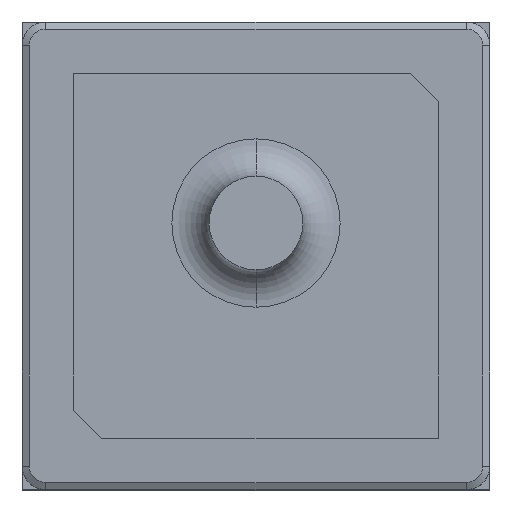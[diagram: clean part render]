
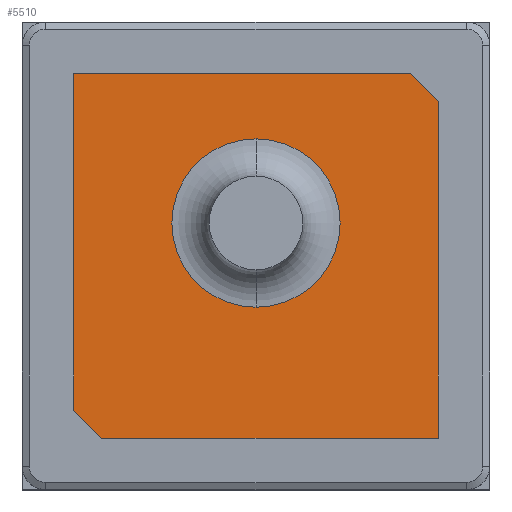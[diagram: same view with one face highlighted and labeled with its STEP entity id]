
A CAD part, top view. The second image highlights one B-rep face of the part: STEP entity #5510.
In plain terms, the highlighted planar face has unit normal (0, 0, 1).
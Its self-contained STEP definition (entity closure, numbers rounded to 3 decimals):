
#5069 = PLANE('',#5070);
#5070 = AXIS2_PLACEMENT_3D('',#5071,#5072,#5073);
#5071 = CARTESIAN_POINT('',(-5.,5.,5.5));
#5072 = DIRECTION('',(0.,0.,1.));
#5073 = DIRECTION('',(0.,1.,0.));
#5250 = EDGE_CURVE('',#5251,#5253,#5255,.T.);
#5251 = VERTEX_POINT('',#5252);
#5252 = CARTESIAN_POINT('',(-3.3,-3.9,5.5));
#5253 = VERTEX_POINT('',#5254);
#5254 = CARTESIAN_POINT('',(-3.9,-3.3,5.5));
#5255 = SURFACE_CURVE('',#5256,(#5260,#5267),.PCURVE_S1.);
#5256 = LINE('',#5257,#5258);
#5257 = CARTESIAN_POINT('',(-8.6,1.4,5.5));
#5258 = VECTOR('',#5259,1.);
#5259 = DIRECTION('',(-0.707,0.707,0.)
  );
#5260 = PCURVE('',#5069,#5261);
#5261 = DEFINITIONAL_REPRESENTATION('',(#5262),#5266);
#5262 = LINE('',#5263,#5264);
#5263 = CARTESIAN_POINT('',(-3.6,3.6));
#5264 = VECTOR('',#5265,1.);
#5265 = DIRECTION('',(0.707,0.707));
#5266 = ( GEOMETRIC_REPRESENTATION_CONTEXT(2) 
PARAMETRIC_REPRESENTATION_CONTEXT() REPRESENTATION_CONTEXT('2D SPACE',''
  ) );
#5267 = PCURVE('',#5268,#5273);
#5268 = PLANE('',#5269);
#5269 = AXIS2_PLACEMENT_3D('',#5270,#5271,#5272);
#5270 = CARTESIAN_POINT('',(-5.,5.,5.5));
#5271 = DIRECTION('',(0.,0.,1.));
#5272 = DIRECTION('',(0.,1.,0.));
#5273 = DEFINITIONAL_REPRESENTATION('',(#5274),#5278);
#5274 = LINE('',#5275,#5276);
#5275 = CARTESIAN_POINT('',(-3.6,3.6));
#5276 = VECTOR('',#5277,1.);
#5277 = DIRECTION('',(0.707,0.707));
#5278 = ( GEOMETRIC_REPRESENTATION_CONTEXT(2) 
PARAMETRIC_REPRESENTATION_CONTEXT() REPRESENTATION_CONTEXT('2D SPACE',''
  ) );
#5280 = EDGE_CURVE('',#5253,#5281,#5283,.T.);
#5281 = VERTEX_POINT('',#5282);
#5282 = CARTESIAN_POINT('',(-3.9,3.9,5.5));
#5283 = SURFACE_CURVE('',#5284,(#5288,#5295),.PCURVE_S1.);
#5284 = LINE('',#5285,#5286);
#5285 = CARTESIAN_POINT('',(-3.9,5.,5.5));
#5286 = VECTOR('',#5287,1.);
#5287 = DIRECTION('',(0.,1.,0.));
#5288 = PCURVE('',#5069,#5289);
#5289 = DEFINITIONAL_REPRESENTATION('',(#5290),#5294);
#5290 = LINE('',#5291,#5292);
#5291 = CARTESIAN_POINT('',(0.,-1.1));
#5292 = VECTOR('',#5293,1.);
#5293 = DIRECTION('',(1.,0.));
#5294 = ( GEOMETRIC_REPRESENTATION_CONTEXT(2) 
PARAMETRIC_REPRESENTATION_CONTEXT() REPRESENTATION_CONTEXT('2D SPACE',''
  ) );
#5295 = PCURVE('',#5268,#5296);
#5296 = DEFINITIONAL_REPRESENTATION('',(#5297),#5301);
#5297 = LINE('',#5298,#5299);
#5298 = CARTESIAN_POINT('',(0.,-1.1));
#5299 = VECTOR('',#5300,1.);
#5300 = DIRECTION('',(1.,0.));
#5301 = ( GEOMETRIC_REPRESENTATION_CONTEXT(2) 
PARAMETRIC_REPRESENTATION_CONTEXT() REPRESENTATION_CONTEXT('2D SPACE',''
  ) );
#5303 = EDGE_CURVE('',#5281,#5304,#5306,.T.);
#5304 = VERTEX_POINT('',#5305);
#5305 = CARTESIAN_POINT('',(3.3,3.9,5.5));
#5306 = SURFACE_CURVE('',#5307,(#5311,#5318),.PCURVE_S1.);
#5307 = LINE('',#5308,#5309);
#5308 = CARTESIAN_POINT('',(-5.,3.9,5.5));
#5309 = VECTOR('',#5310,1.);
#5310 = DIRECTION('',(1.,0.,0.));
#5311 = PCURVE('',#5069,#5312);
#5312 = DEFINITIONAL_REPRESENTATION('',(#5313),#5317);
#5313 = LINE('',#5314,#5315);
#5314 = CARTESIAN_POINT('',(-1.1,0.));
#5315 = VECTOR('',#5316,1.);
#5316 = DIRECTION('',(0.,-1.));
#5317 = ( GEOMETRIC_REPRESENTATION_CONTEXT(2) 
PARAMETRIC_REPRESENTATION_CONTEXT() REPRESENTATION_CONTEXT('2D SPACE',''
  ) );
#5318 = PCURVE('',#5268,#5319);
#5319 = DEFINITIONAL_REPRESENTATION('',(#5320),#5324);
#5320 = LINE('',#5321,#5322);
#5321 = CARTESIAN_POINT('',(-1.1,0.));
#5322 = VECTOR('',#5323,1.);
#5323 = DIRECTION('',(0.,-1.));
#5324 = ( GEOMETRIC_REPRESENTATION_CONTEXT(2) 
PARAMETRIC_REPRESENTATION_CONTEXT() REPRESENTATION_CONTEXT('2D SPACE',''
  ) );
#5326 = EDGE_CURVE('',#5304,#5327,#5329,.T.);
#5327 = VERTEX_POINT('',#5328);
#5328 = CARTESIAN_POINT('',(3.9,3.3,5.5));
#5329 = SURFACE_CURVE('',#5330,(#5334,#5341),.PCURVE_S1.);
#5330 = LINE('',#5331,#5332);
#5331 = CARTESIAN_POINT('',(-1.4,8.6,5.5));
#5332 = VECTOR('',#5333,1.);
#5333 = DIRECTION('',(0.707,-0.707,0.
    ));
#5334 = PCURVE('',#5069,#5335);
#5335 = DEFINITIONAL_REPRESENTATION('',(#5336),#5340);
#5336 = LINE('',#5337,#5338);
#5337 = CARTESIAN_POINT('',(3.6,-3.6));
#5338 = VECTOR('',#5339,1.);
#5339 = DIRECTION('',(-0.707,-0.707));
#5340 = ( GEOMETRIC_REPRESENTATION_CONTEXT(2) 
PARAMETRIC_REPRESENTATION_CONTEXT() REPRESENTATION_CONTEXT('2D SPACE',''
  ) );
#5341 = PCURVE('',#5268,#5342);
#5342 = DEFINITIONAL_REPRESENTATION('',(#5343),#5347);
#5343 = LINE('',#5344,#5345);
#5344 = CARTESIAN_POINT('',(3.6,-3.6));
#5345 = VECTOR('',#5346,1.);
#5346 = DIRECTION('',(-0.707,-0.707));
#5347 = ( GEOMETRIC_REPRESENTATION_CONTEXT(2) 
PARAMETRIC_REPRESENTATION_CONTEXT() REPRESENTATION_CONTEXT('2D SPACE',''
  ) );
#5349 = EDGE_CURVE('',#5327,#5350,#5352,.T.);
#5350 = VERTEX_POINT('',#5351);
#5351 = CARTESIAN_POINT('',(3.9,-3.9,5.5));
#5352 = SURFACE_CURVE('',#5353,(#5357,#5364),.PCURVE_S1.);
#5353 = LINE('',#5354,#5355);
#5354 = CARTESIAN_POINT('',(3.9,5.,5.5));
#5355 = VECTOR('',#5356,1.);
#5356 = DIRECTION('',(0.,-1.,0.));
#5357 = PCURVE('',#5069,#5358);
#5358 = DEFINITIONAL_REPRESENTATION('',(#5359),#5363);
#5359 = LINE('',#5360,#5361);
#5360 = CARTESIAN_POINT('',(0.,-8.9));
#5361 = VECTOR('',#5362,1.);
#5362 = DIRECTION('',(-1.,0.));
#5363 = ( GEOMETRIC_REPRESENTATION_CONTEXT(2) 
PARAMETRIC_REPRESENTATION_CONTEXT() REPRESENTATION_CONTEXT('2D SPACE',''
  ) );
#5364 = PCURVE('',#5268,#5365);
#5365 = DEFINITIONAL_REPRESENTATION('',(#5366),#5370);
#5366 = LINE('',#5367,#5368);
#5367 = CARTESIAN_POINT('',(0.,-8.9));
#5368 = VECTOR('',#5369,1.);
#5369 = DIRECTION('',(-1.,0.));
#5370 = ( GEOMETRIC_REPRESENTATION_CONTEXT(2) 
PARAMETRIC_REPRESENTATION_CONTEXT() REPRESENTATION_CONTEXT('2D SPACE',''
  ) );
#5372 = EDGE_CURVE('',#5350,#5251,#5373,.T.);
#5373 = SURFACE_CURVE('',#5374,(#5378,#5385),.PCURVE_S1.);
#5374 = LINE('',#5375,#5376);
#5375 = CARTESIAN_POINT('',(-5.,-3.9,5.5));
#5376 = VECTOR('',#5377,1.);
#5377 = DIRECTION('',(-1.,0.,0.));
#5378 = PCURVE('',#5069,#5379);
#5379 = DEFINITIONAL_REPRESENTATION('',(#5380),#5384);
#5380 = LINE('',#5381,#5382);
#5381 = CARTESIAN_POINT('',(-8.9,0.));
#5382 = VECTOR('',#5383,1.);
#5383 = DIRECTION('',(0.,1.));
#5384 = ( GEOMETRIC_REPRESENTATION_CONTEXT(2) 
PARAMETRIC_REPRESENTATION_CONTEXT() REPRESENTATION_CONTEXT('2D SPACE',''
  ) );
#5385 = PCURVE('',#5268,#5386);
#5386 = DEFINITIONAL_REPRESENTATION('',(#5387),#5391);
#5387 = LINE('',#5388,#5389);
#5388 = CARTESIAN_POINT('',(-8.9,0.));
#5389 = VECTOR('',#5390,1.);
#5390 = DIRECTION('',(0.,1.));
#5391 = ( GEOMETRIC_REPRESENTATION_CONTEXT(2) 
PARAMETRIC_REPRESENTATION_CONTEXT() REPRESENTATION_CONTEXT('2D SPACE',''
  ) );
#5399 = VERTEX_POINT('',#5400);
#5400 = CARTESIAN_POINT('',(0.,2.5,5.5));
#5408 = TOROIDAL_SURFACE('',#5409,1.8,0.8);
#5409 = AXIS2_PLACEMENT_3D('',#5410,#5411,#5412);
#5410 = CARTESIAN_POINT('',(0.,0.7,6.3));
#5411 = DIRECTION('',(0.,0.,1.));
#5412 = DIRECTION('',(0.,1.,0.));
#5420 = TOROIDAL_SURFACE('',#5421,1.8,0.8);
#5421 = AXIS2_PLACEMENT_3D('',#5422,#5423,#5424);
#5422 = CARTESIAN_POINT('',(0.,0.7,6.3));
#5423 = DIRECTION('',(0.,0.,1.));
#5424 = DIRECTION('',(0.,1.,0.));
#5432 = EDGE_CURVE('',#5399,#5433,#5435,.T.);
#5433 = VERTEX_POINT('',#5434);
#5434 = CARTESIAN_POINT('',(0.,-1.1,5.5));
#5435 = SURFACE_CURVE('',#5436,(#5441,#5448),.PCURVE_S1.);
#5436 = CIRCLE('',#5437,1.8);
#5437 = AXIS2_PLACEMENT_3D('',#5438,#5439,#5440);
#5438 = CARTESIAN_POINT('',(0.,0.7,5.5));
#5439 = DIRECTION('',(0.,0.,-1.));
#5440 = DIRECTION('',(0.,1.,0.));
#5441 = PCURVE('',#5408,#5442);
#5442 = DEFINITIONAL_REPRESENTATION('',(#5443),#5447);
#5443 = LINE('',#5444,#5445);
#5444 = CARTESIAN_POINT('',(6.283,4.712));
#5445 = VECTOR('',#5446,1.);
#5446 = DIRECTION('',(-1.,0.));
#5447 = ( GEOMETRIC_REPRESENTATION_CONTEXT(2) 
PARAMETRIC_REPRESENTATION_CONTEXT() REPRESENTATION_CONTEXT('2D SPACE',''
  ) );
#5448 = PCURVE('',#5268,#5449);
#5449 = DEFINITIONAL_REPRESENTATION('',(#5450),#5458);
#5450 = ( BOUNDED_CURVE() B_SPLINE_CURVE(2,(#5451,#5452,#5453,#5454,
#5455,#5456,#5457),.UNSPECIFIED.,.T.,.F.) B_SPLINE_CURVE_WITH_KNOTS((1,2
    ,2,2,2,1),(-2.094,0.,2.094,4.189,
6.283,8.378),.UNSPECIFIED.) CURVE() 
GEOMETRIC_REPRESENTATION_ITEM() RATIONAL_B_SPLINE_CURVE((1.,0.5,1.,0.5,
1.,0.5,1.)) REPRESENTATION_ITEM('') );
#5451 = CARTESIAN_POINT('',(-2.5,-5.));
#5452 = CARTESIAN_POINT('',(-2.5,-8.118));
#5453 = CARTESIAN_POINT('',(-5.2,-6.559));
#5454 = CARTESIAN_POINT('',(-7.9,-5.));
#5455 = CARTESIAN_POINT('',(-5.2,-3.441));
#5456 = CARTESIAN_POINT('',(-2.5,-1.882));
#5457 = CARTESIAN_POINT('',(-2.5,-5.));
#5458 = ( GEOMETRIC_REPRESENTATION_CONTEXT(2) 
PARAMETRIC_REPRESENTATION_CONTEXT() REPRESENTATION_CONTEXT('2D SPACE',''
  ) );
#5510 = ADVANCED_FACE('',(#5511,#5540),#5268,.T.);
#5511 = FACE_BOUND('',#5512,.T.);
#5512 = EDGE_LOOP('',(#5513,#5514));
#5513 = ORIENTED_EDGE('',*,*,#5432,.T.);
#5514 = ORIENTED_EDGE('',*,*,#5515,.T.);
#5515 = EDGE_CURVE('',#5433,#5399,#5516,.T.);
#5516 = SURFACE_CURVE('',#5517,(#5522,#5533),.PCURVE_S1.);
#5517 = CIRCLE('',#5518,1.8);
#5518 = AXIS2_PLACEMENT_3D('',#5519,#5520,#5521);
#5519 = CARTESIAN_POINT('',(0.,0.7,5.5));
#5520 = DIRECTION('',(0.,0.,-1.));
#5521 = DIRECTION('',(0.,1.,0.));
#5522 = PCURVE('',#5268,#5523);
#5523 = DEFINITIONAL_REPRESENTATION('',(#5524),#5532);
#5524 = ( BOUNDED_CURVE() B_SPLINE_CURVE(2,(#5525,#5526,#5527,#5528,
#5529,#5530,#5531),.UNSPECIFIED.,.T.,.F.) B_SPLINE_CURVE_WITH_KNOTS((1,2
    ,2,2,2,1),(-2.094,0.,2.094,4.189,
6.283,8.378),.UNSPECIFIED.) CURVE() 
GEOMETRIC_REPRESENTATION_ITEM() RATIONAL_B_SPLINE_CURVE((1.,0.5,1.,0.5,
1.,0.5,1.)) REPRESENTATION_ITEM('') );
#5525 = CARTESIAN_POINT('',(-2.5,-5.));
#5526 = CARTESIAN_POINT('',(-2.5,-8.118));
#5527 = CARTESIAN_POINT('',(-5.2,-6.559));
#5528 = CARTESIAN_POINT('',(-7.9,-5.));
#5529 = CARTESIAN_POINT('',(-5.2,-3.441));
#5530 = CARTESIAN_POINT('',(-2.5,-1.882));
#5531 = CARTESIAN_POINT('',(-2.5,-5.));
#5532 = ( GEOMETRIC_REPRESENTATION_CONTEXT(2) 
PARAMETRIC_REPRESENTATION_CONTEXT() REPRESENTATION_CONTEXT('2D SPACE',''
  ) );
#5533 = PCURVE('',#5420,#5534);
#5534 = DEFINITIONAL_REPRESENTATION('',(#5535),#5539);
#5535 = LINE('',#5536,#5537);
#5536 = CARTESIAN_POINT('',(6.283,4.712));
#5537 = VECTOR('',#5538,1.);
#5538 = DIRECTION('',(-1.,0.));
#5539 = ( GEOMETRIC_REPRESENTATION_CONTEXT(2) 
PARAMETRIC_REPRESENTATION_CONTEXT() REPRESENTATION_CONTEXT('2D SPACE',''
  ) );
#5540 = FACE_BOUND('',#5541,.T.);
#5541 = EDGE_LOOP('',(#5542,#5543,#5544,#5545,#5546,#5547));
#5542 = ORIENTED_EDGE('',*,*,#5280,.F.);
#5543 = ORIENTED_EDGE('',*,*,#5250,.F.);
#5544 = ORIENTED_EDGE('',*,*,#5372,.F.);
#5545 = ORIENTED_EDGE('',*,*,#5349,.F.);
#5546 = ORIENTED_EDGE('',*,*,#5326,.F.);
#5547 = ORIENTED_EDGE('',*,*,#5303,.F.);
